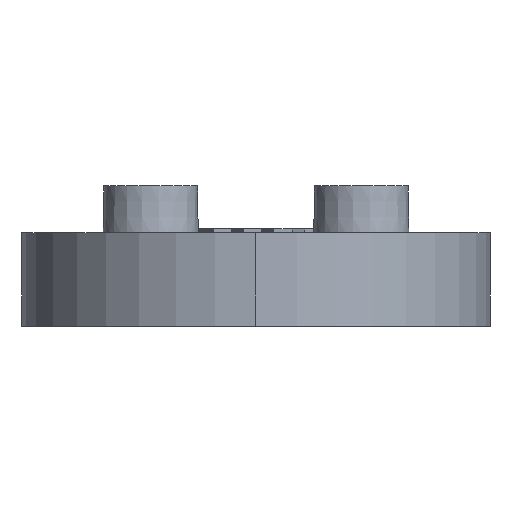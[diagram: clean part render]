
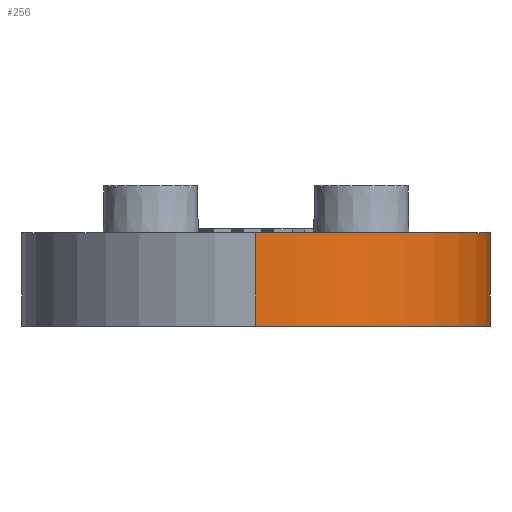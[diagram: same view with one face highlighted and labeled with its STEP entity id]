
A CAD part, left-side view. The second image highlights one B-rep face of the part: STEP entity #256.
In plain terms, the highlighted cylindrical face has radius 12.5 mm (diameter 25 mm), a partial arc.
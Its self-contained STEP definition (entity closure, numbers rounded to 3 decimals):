
#256 = ADVANCED_FACE( '', ( #664 ), #665, .T. );
#664 = FACE_OUTER_BOUND( '', #1080, .T. );
#665 = CYLINDRICAL_SURFACE( '', #1081, 12.5 );
#1080 = EDGE_LOOP( '', ( #2542, #2543, #2544, #2545 ) );
#1081 = AXIS2_PLACEMENT_3D( '', #2546, #2547, #2548 );
#2542 = ORIENTED_EDGE( '', *, *, #2636, .T. );
#2543 = ORIENTED_EDGE( '', *, *, #3042, .F. );
#2544 = ORIENTED_EDGE( '', *, *, #2821, .F. );
#2545 = ORIENTED_EDGE( '', *, *, #3041, .T. );
#2546 = CARTESIAN_POINT( '', ( -19.5, 0., 0. ) );
#2547 = DIRECTION( '', ( 0., 0., -1. ) );
#2548 = DIRECTION( '', ( 0., 1., 0. ) );
#2636 = EDGE_CURVE( '', #3148, #3146, #3149, .T. );
#2821 = EDGE_CURVE( '', #3490, #3492, #3493, .T. );
#3041 = EDGE_CURVE( '', #3490, #3148, #3814, .T. );
#3042 = EDGE_CURVE( '', #3492, #3146, #3815, .T. );
#3146 = VERTEX_POINT( '', #3959 );
#3148 = VERTEX_POINT( '', #3961 );
#3149 = CIRCLE( '', #3962, 12.5 );
#3490 = VERTEX_POINT( '', #4439 );
#3492 = VERTEX_POINT( '', #4442 );
#3493 = CIRCLE( '', #4443, 12.5 );
#3814 = LINE( '', #4966, #4967 );
#3815 = LINE( '', #4968, #4969 );
#3959 = CARTESIAN_POINT( '', ( -32., 0., 5. ) );
#3961 = CARTESIAN_POINT( '', ( -19.5, -12.5, 5. ) );
#3962 = AXIS2_PLACEMENT_3D( '', #5054, #5055, #5056 );
#4439 = CARTESIAN_POINT( '', ( -19.5, -12.5, 0. ) );
#4442 = CARTESIAN_POINT( '', ( -32., 0., 0. ) );
#4443 = AXIS2_PLACEMENT_3D( '', #5335, #5336, #5337 );
#4966 = CARTESIAN_POINT( '', ( -19.5, -12.5, 0. ) );
#4967 = VECTOR( '', #5591, 1000. );
#4968 = CARTESIAN_POINT( '', ( -32., 0., 0. ) );
#4969 = VECTOR( '', #5592, 1000. );
#5054 = CARTESIAN_POINT( '', ( -19.5, 0., 5. ) );
#5055 = DIRECTION( '', ( 0., 0., -1. ) );
#5056 = DIRECTION( '', ( 0., 1., 0. ) );
#5335 = CARTESIAN_POINT( '', ( -19.5, 0., 0. ) );
#5336 = DIRECTION( '', ( 0., 0., -1. ) );
#5337 = DIRECTION( '', ( 0., 1., 0. ) );
#5591 = DIRECTION( '', ( 0., 0., 1. ) );
#5592 = DIRECTION( '', ( 0., 0., 1. ) );
